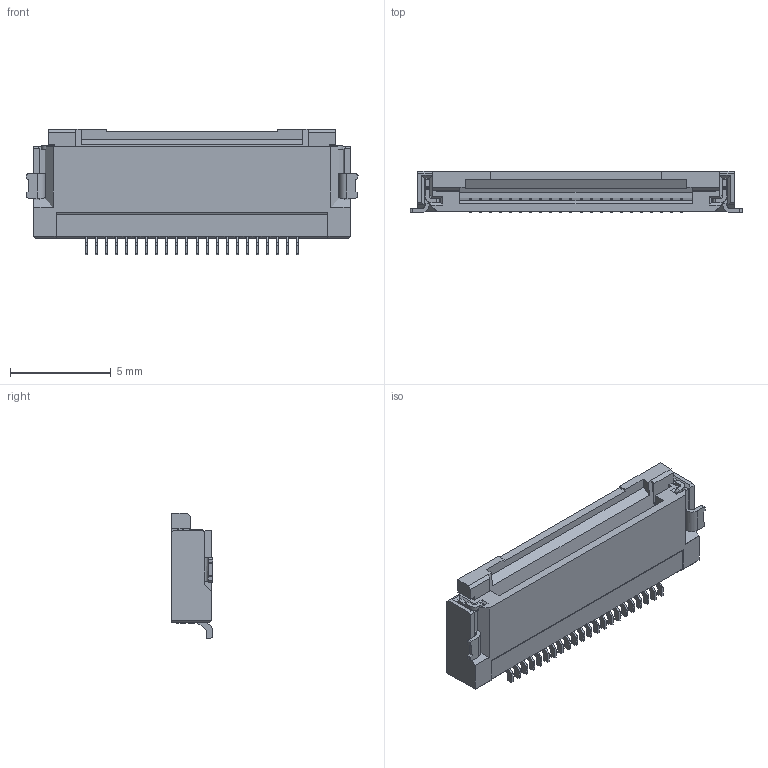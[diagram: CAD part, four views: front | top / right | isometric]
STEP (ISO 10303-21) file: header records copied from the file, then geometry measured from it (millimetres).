
FILE_DESCRIPTION (( 'STEP AP214' ), '1' );
FILE_NAME ('HF601-22-03.STEP', '2020-06-12T10:50:50', ( '' ), ( '' ), 'SwSTEP 2.0', 'SolidWorks 2018', '' );
FILE_SCHEMA (( 'AUTOMOTIVE_DESIGN' ));
Length unit declared in the file: millimetre
Products named in the file (2): HF601-22-03
Bounding box: 16.45 x 2.05 x 6.2 mm (x, y, z)
Volume: 114 mm3; surface area: 402.6 mm2
Topology: 1 solids, 1 shells, 1064 faces, 3034 edges, 1984 vertices
Faces by surface type: plane 858, cylinder 206
Entity records: 45953 total; most frequent: CARTESIAN_POINT 6162, ORIENTED_EDGE 6068, DIRECTION 5554, EDGE_CURVE 3034, LINE 2594, VECTOR 2594, VERTEX_POINT 1984, AXIS2_PLACEMENT_3D 1480
